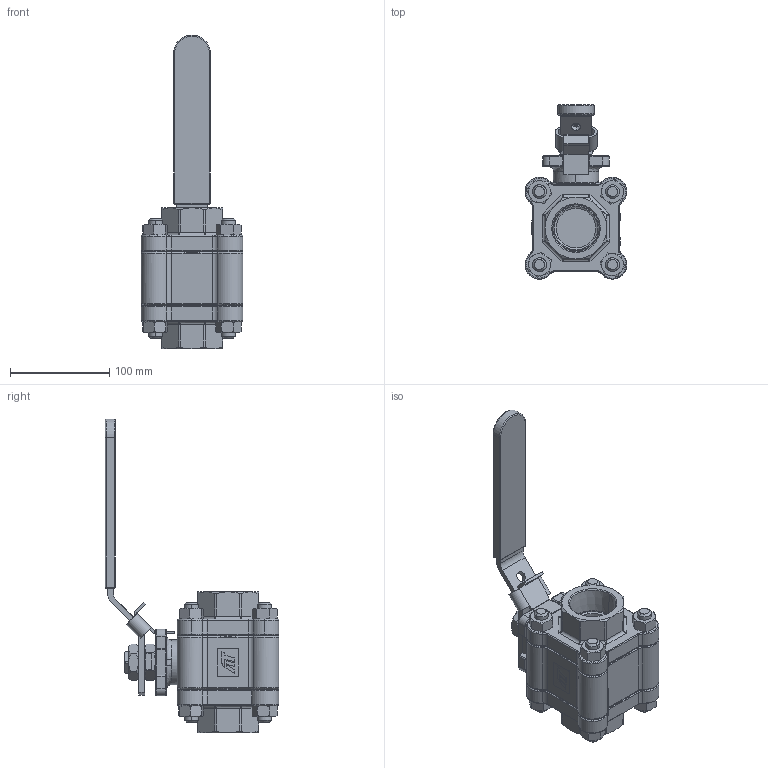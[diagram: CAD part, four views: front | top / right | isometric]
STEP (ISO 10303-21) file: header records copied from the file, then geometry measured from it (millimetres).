
FILE_DESCRIPTION (( 'STEP AP214' ), '1' );
FILE_NAME ('FMX-TH-0150-XXX HANDLE.step', '2019-11-19T15:46:02', ( '' ), ( '' ), 'SwSTEP 2.0', 'SolidWorks 2019', '' );
FILE_SCHEMA (( 'AUTOMOTIVE_DESIGN' ));
Length unit declared in the file: inch
Products named in the file (2): FMX-TH-0150-XXX HANDLE
Bounding box: 102.54 x 175.07 x 315.96 mm (x, y, z)
Surface area: 166332.7 mm2 (no closed solid volume)
Topology: 0 solids, 28 shells, 1078 faces, 2953 edges, 1855 vertices
Faces by surface type: plane 395, bspline 300, cylinder 253, cone 122, torus 4, sphere 4
Entity records: 71996 total; most frequent: CARTESIAN_POINT 33632, ORIENTED_EDGE 5243, DIRECTION 4219, EDGE_CURVE 2914, VERTEX_POINT 1852, AXIS2_PLACEMENT_3D 1434, LINE 1351, VECTOR 1351
